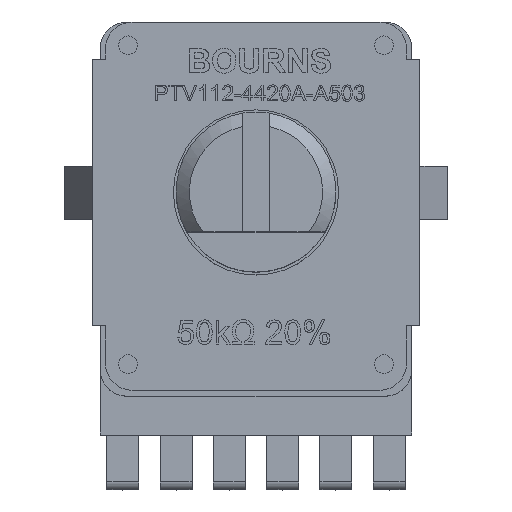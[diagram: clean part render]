
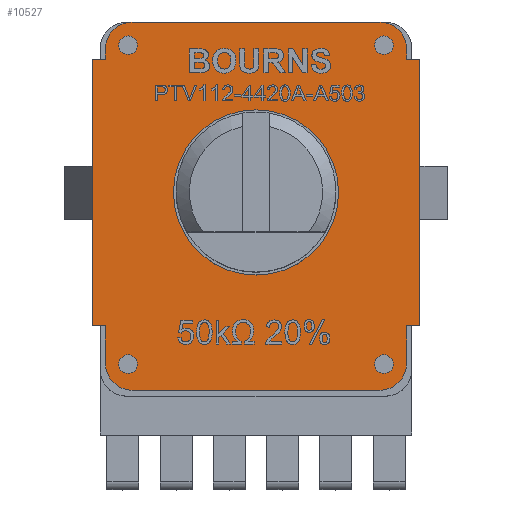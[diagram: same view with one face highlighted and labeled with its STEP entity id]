
A CAD part, top view. The second image highlights one B-rep face of the part: STEP entity #10527.
In plain terms, the highlighted planar face has unit normal (0, 0, 1).
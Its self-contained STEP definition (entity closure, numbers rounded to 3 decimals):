
#610=FACE_BOUND('',#1395,.T.);
#611=FACE_BOUND('',#1396,.T.);
#612=FACE_BOUND('',#1397,.T.);
#613=FACE_BOUND('',#1398,.T.);
#614=FACE_BOUND('',#1399,.T.);
#779=FACE_OUTER_BOUND('',#1394,.T.);
#1394=EDGE_LOOP('',(#7116,#7117,#7118,#7119,#7120,#7121,#7122,#7123,#7124,
#7125,#7126,#7127,#7128,#7129,#7130,#7131));
#1395=EDGE_LOOP('',(#7132));
#1396=EDGE_LOOP('',(#7133));
#1397=EDGE_LOOP('',(#7134));
#1398=EDGE_LOOP('',(#7135));
#1399=EDGE_LOOP('',(#7136));
#2084=LINE('',#14003,#3195);
#2088=LINE('',#14012,#3199);
#2092=LINE('',#14020,#3203);
#2093=LINE('',#14023,#3204);
#2097=LINE('',#14033,#3208);
#2099=LINE('',#14037,#3210);
#2100=LINE('',#14038,#3211);
#2101=LINE('',#14040,#3212);
#2102=LINE('',#14044,#3213);
#2103=LINE('',#14046,#3214);
#2104=LINE('',#14048,#3215);
#2105=LINE('',#14049,#3216);
#3195=VECTOR('',#11846,10.);
#3199=VECTOR('',#11856,10.);
#3203=VECTOR('',#11862,10.);
#3204=VECTOR('',#11865,10.);
#3208=VECTOR('',#11875,10.);
#3210=VECTOR('',#11879,10.);
#3211=VECTOR('',#11880,10.);
#3212=VECTOR('',#11881,10.);
#3213=VECTOR('',#11884,10.);
#3214=VECTOR('',#11885,10.);
#3215=VECTOR('',#11886,10.);
#3216=VECTOR('',#11887,10.);
#4259=CIRCLE('',#11213,0.35);
#4261=CIRCLE('',#11216,0.35);
#4263=CIRCLE('',#11219,0.35);
#4265=CIRCLE('',#11222,0.35);
#4266=CIRCLE('',#11224,1.);
#4271=CIRCLE('',#11232,1.);
#4272=CIRCLE('',#11237,1.);
#4273=CIRCLE('',#11240,1.);
#4274=CIRCLE('',#11241,3.1);
#4370=VERTEX_POINT('',#13945);
#4372=VERTEX_POINT('',#13950);
#4374=VERTEX_POINT('',#13955);
#4376=VERTEX_POINT('',#13960);
#4377=VERTEX_POINT('',#13963);
#4378=VERTEX_POINT('',#13964);
#4395=VERTEX_POINT('',#14002);
#4396=VERTEX_POINT('',#14006);
#4397=VERTEX_POINT('',#14010);
#4400=VERTEX_POINT('',#14018);
#4401=VERTEX_POINT('',#14022);
#4402=VERTEX_POINT('',#14026);
#4403=VERTEX_POINT('',#14028);
#4404=VERTEX_POINT('',#14032);
#4405=VERTEX_POINT('',#14036);
#4406=VERTEX_POINT('',#14039);
#4407=VERTEX_POINT('',#14041);
#4408=VERTEX_POINT('',#14043);
#4409=VERTEX_POINT('',#14045);
#4410=VERTEX_POINT('',#14047);
#4411=VERTEX_POINT('',#14050);
#5439=EDGE_CURVE('',#4370,#4370,#4259,.T.);
#5441=EDGE_CURVE('',#4372,#4372,#4261,.T.);
#5443=EDGE_CURVE('',#4374,#4374,#4263,.T.);
#5445=EDGE_CURVE('',#4376,#4376,#4265,.T.);
#5446=EDGE_CURVE('',#4377,#4378,#4266,.T.);
#5465=EDGE_CURVE('',#4395,#4378,#2084,.T.);
#5467=EDGE_CURVE('',#4395,#4396,#4271,.T.);
#5470=EDGE_CURVE('',#4377,#4397,#2088,.T.);
#5474=EDGE_CURVE('',#4397,#4400,#2092,.T.);
#5475=EDGE_CURVE('',#4401,#4396,#2093,.T.);
#5478=EDGE_CURVE('',#4402,#4403,#4272,.T.);
#5480=EDGE_CURVE('',#4404,#4403,#2097,.T.);
#5482=EDGE_CURVE('',#4400,#4405,#2099,.T.);
#5483=EDGE_CURVE('',#4405,#4404,#2100,.T.);
#5484=EDGE_CURVE('',#4402,#4406,#2101,.T.);
#5485=EDGE_CURVE('',#4407,#4406,#4273,.T.);
#5486=EDGE_CURVE('',#4407,#4408,#2102,.T.);
#5487=EDGE_CURVE('',#4408,#4409,#2103,.T.);
#5488=EDGE_CURVE('',#4409,#4410,#2104,.T.);
#5489=EDGE_CURVE('',#4410,#4401,#2105,.T.);
#5490=EDGE_CURVE('',#4411,#4411,#4274,.T.);
#7116=ORIENTED_EDGE('',*,*,#5446,.F.);
#7117=ORIENTED_EDGE('',*,*,#5470,.T.);
#7118=ORIENTED_EDGE('',*,*,#5474,.T.);
#7119=ORIENTED_EDGE('',*,*,#5482,.T.);
#7120=ORIENTED_EDGE('',*,*,#5483,.T.);
#7121=ORIENTED_EDGE('',*,*,#5480,.T.);
#7122=ORIENTED_EDGE('',*,*,#5478,.F.);
#7123=ORIENTED_EDGE('',*,*,#5484,.T.);
#7124=ORIENTED_EDGE('',*,*,#5485,.F.);
#7125=ORIENTED_EDGE('',*,*,#5486,.T.);
#7126=ORIENTED_EDGE('',*,*,#5487,.T.);
#7127=ORIENTED_EDGE('',*,*,#5488,.T.);
#7128=ORIENTED_EDGE('',*,*,#5489,.T.);
#7129=ORIENTED_EDGE('',*,*,#5475,.T.);
#7130=ORIENTED_EDGE('',*,*,#5467,.F.);
#7131=ORIENTED_EDGE('',*,*,#5465,.T.);
#7132=ORIENTED_EDGE('',*,*,#5439,.T.);
#7133=ORIENTED_EDGE('',*,*,#5441,.T.);
#7134=ORIENTED_EDGE('',*,*,#5443,.T.);
#7135=ORIENTED_EDGE('',*,*,#5445,.T.);
#7136=ORIENTED_EDGE('',*,*,#5490,.T.);
#10140=PLANE('',#11239);
#10527=ADVANCED_FACE('',(#779,#610,#611,#612,#613,#614),#10140,.T.);
#11213=AXIS2_PLACEMENT_3D('',#13946,#11796,#11797);
#11216=AXIS2_PLACEMENT_3D('',#13951,#11802,#11803);
#11219=AXIS2_PLACEMENT_3D('',#13956,#11808,#11809);
#11222=AXIS2_PLACEMENT_3D('',#13961,#11814,#11815);
#11224=AXIS2_PLACEMENT_3D('',#13965,#11818,#11819);
#11232=AXIS2_PLACEMENT_3D('',#14007,#11850,#11851);
#11237=AXIS2_PLACEMENT_3D('',#14029,#11870,#11871);
#11239=AXIS2_PLACEMENT_3D('',#14035,#11877,#11878);
#11240=AXIS2_PLACEMENT_3D('',#14042,#11882,#11883);
#11241=AXIS2_PLACEMENT_3D('',#14051,#11888,#11889);
#11796=DIRECTION('center_axis',(0.,0.,-1.));
#11797=DIRECTION('ref_axis',(1.,0.,0.));
#11802=DIRECTION('center_axis',(0.,0.,-1.));
#11803=DIRECTION('ref_axis',(1.,0.,0.));
#11808=DIRECTION('center_axis',(0.,0.,-1.));
#11809=DIRECTION('ref_axis',(-1.,0.,0.));
#11814=DIRECTION('center_axis',(0.,0.,-1.));
#11815=DIRECTION('ref_axis',(-1.,0.,0.));
#11818=DIRECTION('center_axis',(0.,0.,-1.));
#11819=DIRECTION('ref_axis',(0.707,-0.707,0.));
#11846=DIRECTION('',(1.,0.,0.));
#11850=DIRECTION('center_axis',(0.,0.,-1.));
#11851=DIRECTION('ref_axis',(-0.707,-0.707,0.));
#11856=DIRECTION('',(0.,1.,0.));
#11862=DIRECTION('',(1.,0.,0.));
#11865=DIRECTION('',(0.,-1.,0.));
#11870=DIRECTION('center_axis',(0.,0.,-1.));
#11871=DIRECTION('ref_axis',(0.707,0.707,0.));
#11875=DIRECTION('',(0.,1.,0.));
#11877=DIRECTION('center_axis',(0.,0.,1.));
#11878=DIRECTION('ref_axis',(1.,0.,0.));
#11879=DIRECTION('',(0.,1.,0.));
#11880=DIRECTION('',(-1.,0.,0.));
#11881=DIRECTION('',(-1.,0.,0.));
#11882=DIRECTION('center_axis',(0.,0.,-1.));
#11883=DIRECTION('ref_axis',(-0.707,0.707,0.));
#11884=DIRECTION('',(0.,-1.,0.));
#11885=DIRECTION('',(-1.,0.,0.));
#11886=DIRECTION('',(0.,-1.,0.));
#11887=DIRECTION('',(1.,0.,0.));
#11888=DIRECTION('center_axis',(0.,0.,-1.));
#11889=DIRECTION('ref_axis',(-1.,0.,0.));
#13945=CARTESIAN_POINT('',(4.454,-5.095,6.8));
#13946=CARTESIAN_POINT('Origin',(4.804,-5.095,6.8));
#13950=CARTESIAN_POINT('',(4.454,6.878,6.8));
#13951=CARTESIAN_POINT('Origin',(4.804,6.878,6.8));
#13955=CARTESIAN_POINT('',(-4.454,-5.095,6.8));
#13956=CARTESIAN_POINT('Origin',(-4.804,-5.095,6.8));
#13960=CARTESIAN_POINT('',(-4.454,6.878,6.8));
#13961=CARTESIAN_POINT('Origin',(-4.804,6.878,6.8));
#13963=CARTESIAN_POINT('',(5.65,-5.073,6.8));
#13964=CARTESIAN_POINT('',(4.65,-6.073,6.8));
#13965=CARTESIAN_POINT('Origin',(4.65,-5.073,6.8));
#14002=CARTESIAN_POINT('',(-4.65,-6.073,6.8));
#14003=CARTESIAN_POINT('',(-6.15,-6.073,6.8));
#14006=CARTESIAN_POINT('',(-5.65,-5.073,6.8));
#14007=CARTESIAN_POINT('Origin',(-4.65,-5.073,6.8));
#14010=CARTESIAN_POINT('',(5.65,-3.65,6.8));
#14012=CARTESIAN_POINT('',(5.65,-1.406,6.8));
#14018=CARTESIAN_POINT('',(6.15,-3.65,6.8));
#14020=CARTESIAN_POINT('',(3.075,-3.65,6.8));
#14022=CARTESIAN_POINT('',(-5.65,-3.65,6.8));
#14023=CARTESIAN_POINT('',(-5.65,-1.406,6.8));
#14026=CARTESIAN_POINT('',(4.65,7.75,6.8));
#14028=CARTESIAN_POINT('',(5.65,6.75,6.8));
#14029=CARTESIAN_POINT('Origin',(4.65,6.75,6.8));
#14032=CARTESIAN_POINT('',(5.65,6.35,6.8));
#14033=CARTESIAN_POINT('',(5.65,3.594,6.8));
#14035=CARTESIAN_POINT('Origin',(0.,0.839,6.8));
#14036=CARTESIAN_POINT('',(6.15,6.35,6.8));
#14037=CARTESIAN_POINT('',(6.15,-6.073,6.8));
#14038=CARTESIAN_POINT('',(3.075,6.35,6.8));
#14039=CARTESIAN_POINT('',(-4.65,7.75,6.8));
#14040=CARTESIAN_POINT('',(6.15,7.75,6.8));
#14041=CARTESIAN_POINT('',(-5.65,6.75,6.8));
#14042=CARTESIAN_POINT('Origin',(-4.65,6.75,6.8));
#14043=CARTESIAN_POINT('',(-5.65,6.35,6.8));
#14044=CARTESIAN_POINT('',(-5.65,4.294,6.8));
#14045=CARTESIAN_POINT('',(-6.15,6.35,6.8));
#14046=CARTESIAN_POINT('',(-2.825,6.35,6.8));
#14047=CARTESIAN_POINT('',(-6.15,-3.65,6.8));
#14048=CARTESIAN_POINT('',(-6.15,7.75,6.8));
#14049=CARTESIAN_POINT('',(-3.075,-3.65,6.8));
#14050=CARTESIAN_POINT('',(3.1,1.35,6.8));
#14051=CARTESIAN_POINT('Origin',(0.,1.35,6.8));
